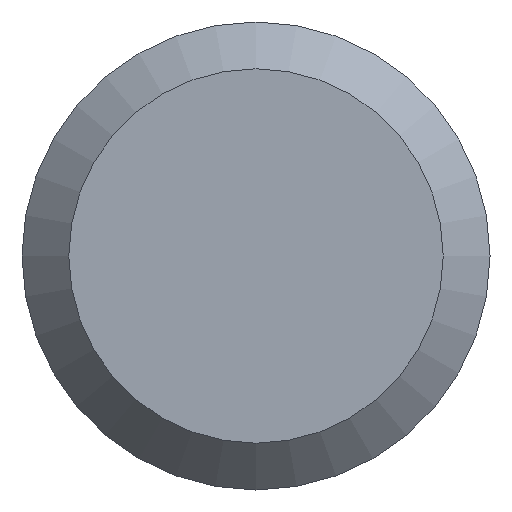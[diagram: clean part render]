
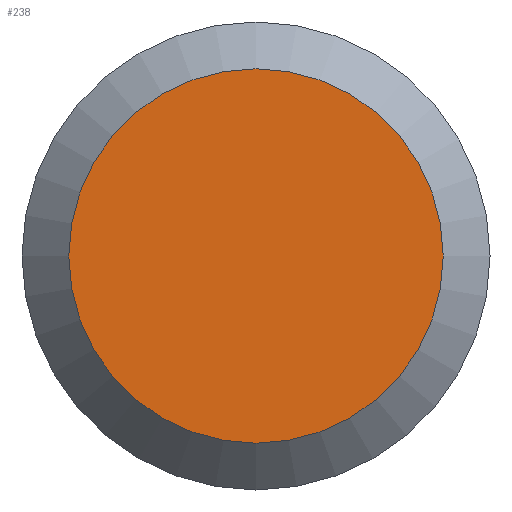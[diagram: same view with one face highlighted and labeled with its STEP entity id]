
A CAD part, front view. The second image highlights one B-rep face of the part: STEP entity #238.
In plain terms, the highlighted planar face has unit normal (0, -1, 0).
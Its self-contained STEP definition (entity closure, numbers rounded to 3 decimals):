
#213=CARTESIAN_POINT('',(0.0,0.0,0.0));
#214=DIRECTION('',(0.0,-1.0,0.0));
#215=DIRECTION('',(0.0,0.0,-1.0));
#216=AXIS2_PLACEMENT_3D('',#213,#214,#215);
#217=PLANE('',#216);
#218=CARTESIAN_POINT('',(0.,0.0,-3.2));
#219=VERTEX_POINT('',#218);
#220=CARTESIAN_POINT('',(0.,0.0,3.2));
#221=VERTEX_POINT('',#220);
#222=CARTESIAN_POINT('',(0.0,0.0,0.0));
#223=DIRECTION('',(0.0,-1.0,0.0));
#224=DIRECTION('',(0.0,0.0,-1.0));
#225=AXIS2_PLACEMENT_3D('',#222,#223,#224);
#226=CIRCLE('',#225,3.2);
#227=EDGE_CURVE('',#219,#221,#226,.T.);
#228=ORIENTED_EDGE('',*,*,#227,.T.);
#229=CARTESIAN_POINT('',(0.0,0.0,0.0));
#230=DIRECTION('',(0.0,-1.0,0.0));
#231=DIRECTION('',(0.0,0.0,-1.0));
#232=AXIS2_PLACEMENT_3D('',#229,#230,#231);
#233=CIRCLE('',#232,3.2);
#234=EDGE_CURVE('',#221,#219,#233,.T.);
#235=ORIENTED_EDGE('',*,*,#234,.T.);
#236=EDGE_LOOP('',(#228,#235));
#237=FACE_BOUND('',#236,.T.);
#238=ADVANCED_FACE('',(#237),#217,.T.);
